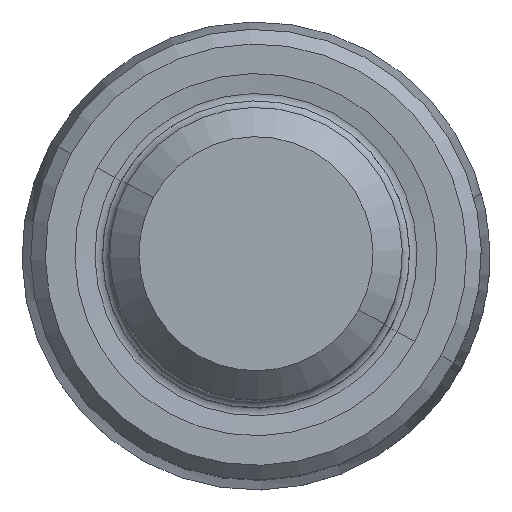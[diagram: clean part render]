
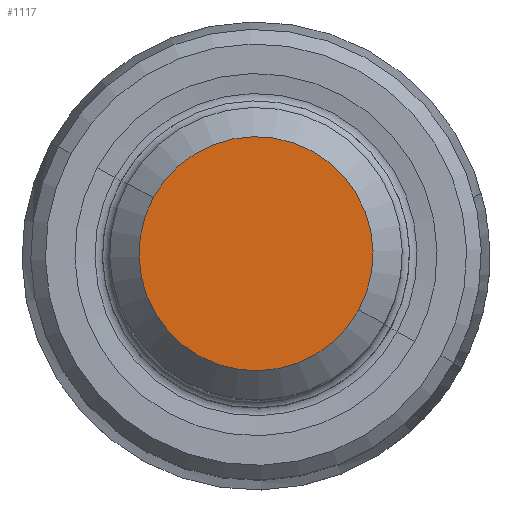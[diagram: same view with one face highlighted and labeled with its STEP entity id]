
A CAD part, top view. The second image highlights one B-rep face of the part: STEP entity #1117.
In plain terms, the highlighted planar face has unit normal (0, 0, 1).
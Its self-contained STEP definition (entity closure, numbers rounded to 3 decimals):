
#60=CARTESIAN_POINT('Vertex',(-3.51,1.918,46.)) ;
#76=CARTESIAN_POINT('Vertex',(3.51,-1.918,46.)) ;
#79=CARTESIAN_POINT('Axis2P3D Location',(0.,0.,46.)) ;
#96=CARTESIAN_POINT('Axis2P3D Location',(0.,0.,46.)) ;
#1108=CARTESIAN_POINT('Axis2P3D Location',(4.,0.,46.)) ;
#80=DIRECTION('Axis2P3D Direction',(0.,0.,-1.)) ;
#97=DIRECTION('Axis2P3D Direction',(0.,0.,-1.)) ;
#1109=DIRECTION('Axis2P3D Direction',(0.,0.,-1.)) ;
#1110=DIRECTION('Axis2P3D XDirection',(1.,0.,0.)) ;
#81=AXIS2_PLACEMENT_3D('Circle Axis2P3D',#79,#80,$) ;
#98=AXIS2_PLACEMENT_3D('Circle Axis2P3D',#96,#97,$) ;
#1111=AXIS2_PLACEMENT_3D('Plane Axis2P3D',#1108,#1109,#1110) ;
#1114=ORIENTED_EDGE('',*,*,#100,.F.) ;
#1115=ORIENTED_EDGE('',*,*,#83,.F.) ;
#1117=ADVANCED_FACE('Hauptk\X2\00F6\X0\rper',(#1116),#1112,.F.) ;
#82=CIRCLE('generated circle',#81,4.) ;
#99=CIRCLE('generated circle',#98,4.) ;
#83=EDGE_CURVE('',#77,#61,#82,.T.) ;
#100=EDGE_CURVE('',#61,#77,#99,.T.) ;
#1113=EDGE_LOOP('',(#1114,#1115)) ;
#1116=FACE_OUTER_BOUND('',#1113,.T.) ;
#1112=PLANE('',#1111) ;
#61=VERTEX_POINT('',#60) ;
#77=VERTEX_POINT('',#76) ;
